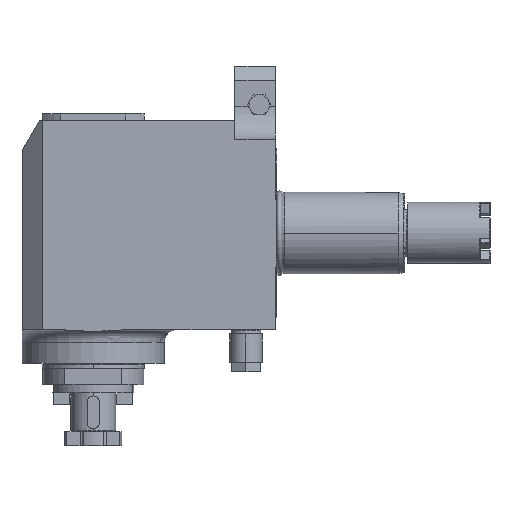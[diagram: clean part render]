
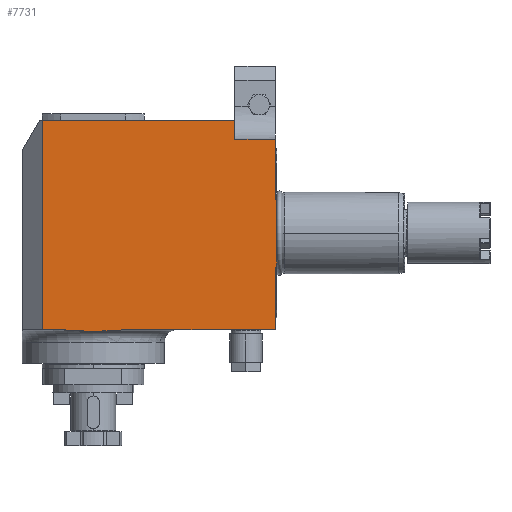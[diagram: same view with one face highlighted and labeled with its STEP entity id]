
A CAD part, front view. The second image highlights one B-rep face of the part: STEP entity #7731.
In plain terms, the highlighted planar face has unit normal (0, -1, 0).
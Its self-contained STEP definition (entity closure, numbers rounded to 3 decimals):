
#1193=CARTESIAN_POINT('',(-105.395,-38.,-47.5));
#1194=CARTESIAN_POINT('',(-104.852,-38.,-47.5));
#1195=CARTESIAN_POINT('',(-103.747,-38.,-47.521));
#1196=CARTESIAN_POINT('',(-102.016,-38.,-47.604));
#1197=CARTESIAN_POINT('',(-100.27,-38.,-47.725));
#1198=CARTESIAN_POINT('',(-98.546,-38.,-47.861));
#1199=CARTESIAN_POINT('',(-96.873,-38.,-47.996));
#1200=CARTESIAN_POINT('',(-95.263,-38.,-48.114));
#1201=CARTESIAN_POINT('',(-93.712,-38.,-48.208));
#1202=CARTESIAN_POINT('',(-92.207,-38.,-48.273));
#1203=CARTESIAN_POINT('',(-90.732,-38.,-48.305));
#1204=CARTESIAN_POINT('',(-89.267,-38.,-48.305));
#1205=CARTESIAN_POINT('',(-87.792,-38.,-48.273));
#1206=CARTESIAN_POINT('',(-86.288,-38.,-48.208));
#1207=CARTESIAN_POINT('',(-84.737,-38.,-48.114));
#1208=CARTESIAN_POINT('',(-83.126,-38.,-47.995));
#1209=CARTESIAN_POINT('',(-81.454,-38.,-47.861));
#1210=CARTESIAN_POINT('',(-79.73,-38.,-47.724));
#1211=CARTESIAN_POINT('',(-77.983,-38.,-47.604));
#1212=CARTESIAN_POINT('',(-76.252,-38.,-47.521));
#1213=CARTESIAN_POINT('',(-75.148,-38.,-47.5));
#1214=CARTESIAN_POINT('',(-74.605,-38.,-47.5));
#1216=DIRECTION('',(1.,0.,0.));
#1217=VECTOR('',#1216,9.418);
#1218=CARTESIAN_POINT('',(-114.812,-38.,-47.5));
#1219=LINE('',#1218,#1217);
#1220=DIRECTION('',(0.,0.,-1.));
#1221=VECTOR('',#1220,103.);
#1222=CARTESIAN_POINT('',(-114.812,-38.,55.5));
#1223=LINE('',#1222,#1221);
#1224=DIRECTION('',(1.,0.,0.));
#1225=VECTOR('',#1224,94.312);
#1226=CARTESIAN_POINT('',(-114.812,-38.,55.5));
#1227=LINE('',#1226,#1225);
#1228=DIRECTION('',(0.,0.,1.));
#1229=VECTOR('',#1228,9.5);
#1230=CARTESIAN_POINT('',(-20.5,-38.,46.));
#1231=LINE('',#1230,#1229);
#1232=DIRECTION('',(1.,0.,0.));
#1233=VECTOR('',#1232,20.);
#1234=CARTESIAN_POINT('',(-20.5,-38.,46.));
#1235=LINE('',#1234,#1233);
#1236=DIRECTION('',(0.,0.,-1.));
#1237=VECTOR('',#1236,29.319);
#1238=CARTESIAN_POINT('',(-0.5,-38.,46.));
#1239=LINE('',#1238,#1237);
#1240=DIRECTION('',(-1.,0.,0.));
#1241=VECTOR('',#1240,0.5);
#1242=CARTESIAN_POINT('',(0.,-38.,16.681));
#1243=LINE('',#1242,#1241);
#1244=DIRECTION('',(0.,0.,1.));
#1245=VECTOR('',#1244,33.362);
#1246=CARTESIAN_POINT('',(0.,-38.,-16.681));
#1247=LINE('',#1246,#1245);
#1248=DIRECTION('',(-1.,0.,0.));
#1249=VECTOR('',#1248,0.5);
#1250=CARTESIAN_POINT('',(0.,-38.,-16.681));
#1251=LINE('',#1250,#1249);
#1252=DIRECTION('',(0.,0.,1.));
#1253=VECTOR('',#1252,30.819);
#1254=CARTESIAN_POINT('',(-0.5,-38.,-47.5));
#1255=LINE('',#1254,#1253);
#1270=DIRECTION('',(1.,0.,0.));
#1271=VECTOR('',#1270,74.105);
#1272=CARTESIAN_POINT('',(-74.605,-38.,-47.5));
#1273=LINE('',#1272,#1271);
#5644=CARTESIAN_POINT('',(-0.5,-38.,-47.5));
#5646=VERTEX_POINT('',#5644);
#5647=CARTESIAN_POINT('',(-0.5,-38.,-16.681));
#5648=VERTEX_POINT('',#5647);
#5649=CARTESIAN_POINT('',(0.,-38.,-16.681));
#5650=VERTEX_POINT('',#5649);
#5651=CARTESIAN_POINT('',(0.,-38.,16.681));
#5652=CARTESIAN_POINT('',(-0.5,-38.,16.681));
#5653=VERTEX_POINT('',#5651);
#5654=VERTEX_POINT('',#5652);
#5671=CARTESIAN_POINT('',(-20.5,-38.,46.));
#5672=CARTESIAN_POINT('',(-20.5,-38.,55.5));
#5673=VERTEX_POINT('',#5671);
#5674=VERTEX_POINT('',#5672);
#5735=CARTESIAN_POINT('',(-0.5,-38.,46.));
#5736=VERTEX_POINT('',#5735);
#5751=CARTESIAN_POINT('',(-114.812,-38.,55.5));
#5752=CARTESIAN_POINT('',(-114.812,-38.,-47.5));
#5753=VERTEX_POINT('',#5751);
#5754=VERTEX_POINT('',#5752);
#5771=CARTESIAN_POINT('',(-105.395,-38.,-47.5));
#5772=VERTEX_POINT('',#5771);
#5775=VERTEX_POINT('',#1214);
#7703=CARTESIAN_POINT('',(-53.5,-38.,-47.5));
#7704=DIRECTION('',(0.,-1.,0.));
#7705=DIRECTION('',(0.,0.,1.));
#7706=AXIS2_PLACEMENT_3D('',#7703,#7704,#7705);
#7707=PLANE('',#7706);
#7709=ORIENTED_EDGE('',*,*,#7708,.F.);
#7711=ORIENTED_EDGE('',*,*,#7710,.F.);
#7713=ORIENTED_EDGE('',*,*,#7712,.F.);
#7715=ORIENTED_EDGE('',*,*,#7714,.F.);
#7716=ORIENTED_EDGE('',*,*,#7663,.T.);
#7718=ORIENTED_EDGE('',*,*,#7717,.F.);
#7720=ORIENTED_EDGE('',*,*,#7719,.T.);
#7722=ORIENTED_EDGE('',*,*,#7721,.T.);
#7724=ORIENTED_EDGE('',*,*,#7723,.F.);
#7725=ORIENTED_EDGE('',*,*,#7600,.F.);
#7726=ORIENTED_EDGE('',*,*,#7623,.T.);
#7728=ORIENTED_EDGE('',*,*,#7727,.F.);
#7729=EDGE_LOOP('',(#7709,#7711,#7713,#7715,#7716,#7718,#7720,#7722,#7724,#7725,
#7726,#7728));
#7730=FACE_OUTER_BOUND('',#7729,.F.);
#7731=ADVANCED_FACE('',(#7730),#7707,.T.);
#1215=B_SPLINE_CURVE_WITH_KNOTS('',3,(#1193,#1194,#1195,#1196,#1197,#1198,#1199,
#1200,#1201,#1202,#1203,#1204,#1205,#1206,#1207,#1208,#1209,#1210,#1211,#1212,
#1213,#1214),.UNSPECIFIED.,.F.,.F.,(4,1,1,1,1,1,1,1,1,1,1,1,1,1,1,1,1,1,1,4),(
0.,0.053,0.105,0.158,0.211,
0.263,0.316,0.368,0.421,
0.474,0.526,0.579,0.632,
0.684,0.737,0.789,0.842,
0.895,0.947,1.),.UNSPECIFIED.);
#7600=EDGE_CURVE('',#5650,#5653,#1247,.T.);
#7623=EDGE_CURVE('',#5650,#5648,#1251,.T.);
#7663=EDGE_CURVE('',#5753,#5674,#1227,.T.);
#7708=EDGE_CURVE('',#5775,#5646,#1273,.T.);
#7710=EDGE_CURVE('',#5772,#5775,#1215,.T.);
#7712=EDGE_CURVE('',#5754,#5772,#1219,.T.);
#7714=EDGE_CURVE('',#5753,#5754,#1223,.T.);
#7717=EDGE_CURVE('',#5673,#5674,#1231,.T.);
#7719=EDGE_CURVE('',#5673,#5736,#1235,.T.);
#7721=EDGE_CURVE('',#5736,#5654,#1239,.T.);
#7723=EDGE_CURVE('',#5653,#5654,#1243,.T.);
#7727=EDGE_CURVE('',#5646,#5648,#1255,.T.);
